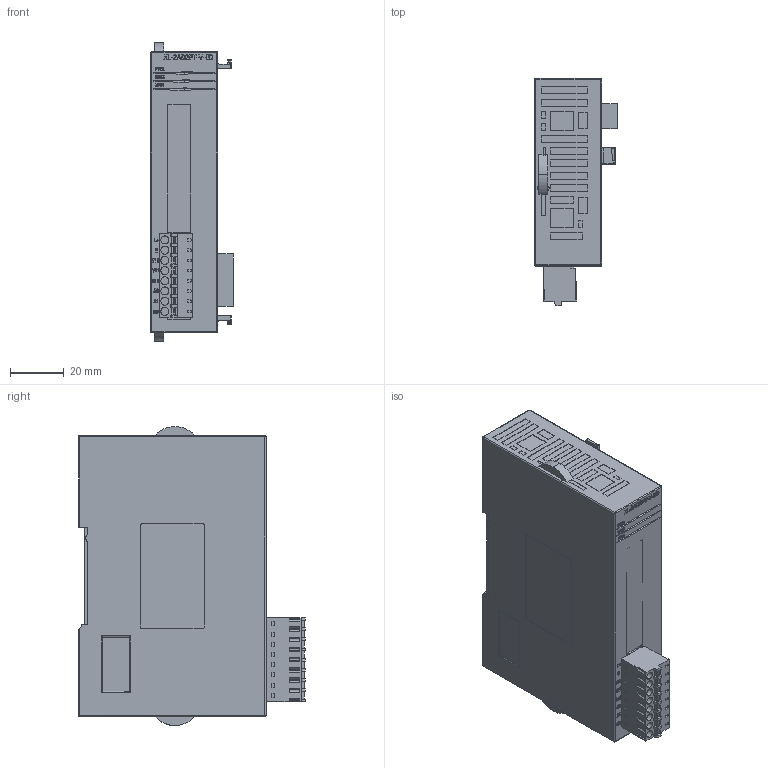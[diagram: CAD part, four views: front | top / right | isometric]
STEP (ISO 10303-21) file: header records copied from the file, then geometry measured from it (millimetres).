
FILE_DESCRIPTION(/* description */ (''),/* implementation_level */ '2;1');
FILE_NAME(/* name */ 'XL-2AD~4',/* time_stamp */ '2022-08-08T15:13:35+08:00',/* author */ (''),/* organization */ (''),/* preprocessor_version */ 'ST-DEVELOPER v16.5',/* originating_system */ '',/* authorisation */ '');
FILE_SCHEMA (('CONFIG_CONTROL_DESIGN'));
Length unit declared in the file: millimetre
Products named in the file (1): Document
Bounding box: 30.8 x 84.71 x 111.69 mm (x, y, z)
Volume: 185738.9 mm3; surface area: 29152.1 mm2
Topology: 1 solids, 1 shells, 1220 faces, 3213 edges, 2120 vertices
Faces by surface type: plane 940, bspline 176, cylinder 104
Entity records: 37769 total; most frequent: CARTESIAN_POINT 15678, ORIENTED_EDGE 6424, EDGE_CURVE 3212, B_SPLINE_CURVE_WITH_KNOTS 2989, VERTEX_POINT 2120, EDGE_LOOP 1376, ADVANCED_FACE 1220, FACE_OUTER_BOUND 1220
